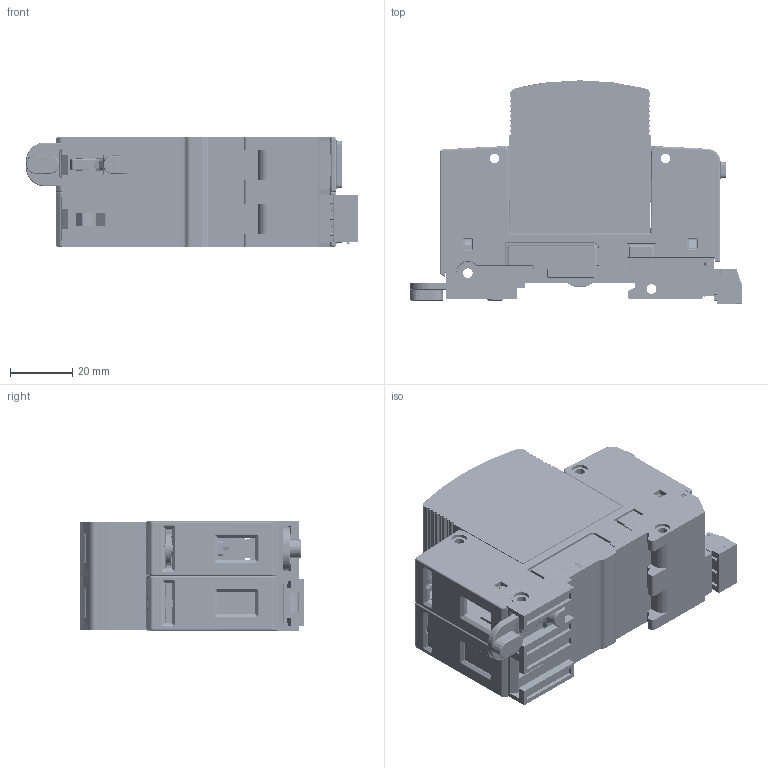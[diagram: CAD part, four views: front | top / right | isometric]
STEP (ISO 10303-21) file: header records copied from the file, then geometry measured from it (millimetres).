
FILE_DESCRIPTION (( 'STEP AP203' ), '1' );
FILE_NAME ('I2R-75K_2-POLE_Rev1.STEP', '2020-08-28T19:32:22', ( '' ), ( '' ), 'SwSTEP 2.0', 'SolidWorks 2020', '' );
FILE_SCHEMA (( 'CONFIG_CONTROL_DESIGN' ));
Products named in the file (1): I2R-75K_2-POLE_Rev1
Bounding box: 106.44 x 71.55 x 35 mm (x, y, z)
Volume: 69197.7 mm3; surface area: 97118.9 mm2
Topology: 20 solids, 20 shells, 6529 faces, 16712 edges, 10139 vertices
Faces by surface type: plane 2868, cylinder 2123, bspline 1352, cone 174, torus 12
Entity records: 295662 total; most frequent: CARTESIAN_POINT 151221, ORIENTED_EDGE 33122, DIRECTION 25501, EDGE_CURVE 16561, VERTEX_POINT 10139, VECTOR 9807, LINE 9807, AXIS2_PLACEMENT_3D 7847
